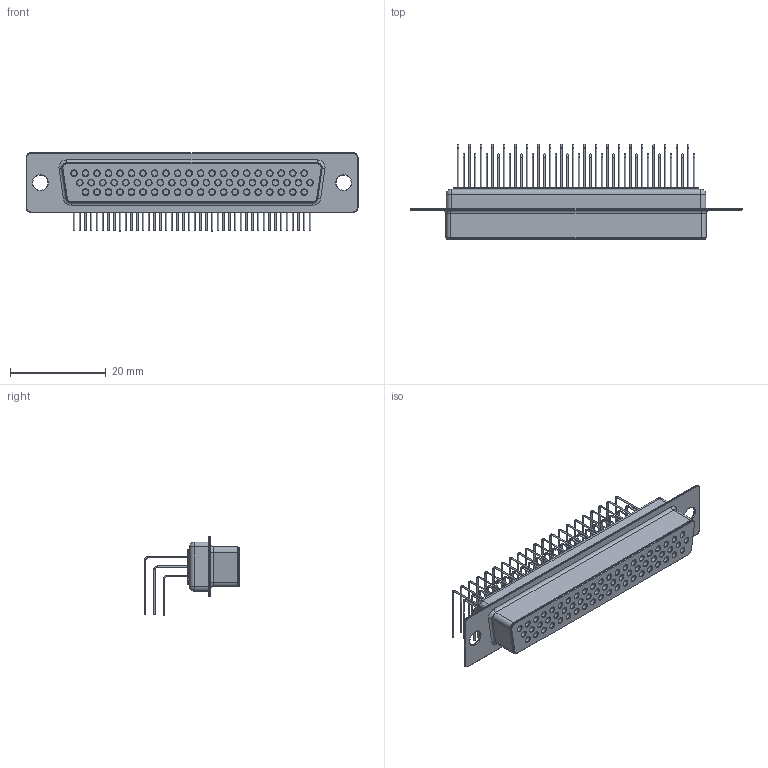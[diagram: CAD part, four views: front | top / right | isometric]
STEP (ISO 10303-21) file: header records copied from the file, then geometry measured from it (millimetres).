
FILE_DESCRIPTION(/* description */ ('model of DSUB-62-HD_Female_Horizontal_P2.41x1.98mm_EdgePinOffset9.40mm'),/* implementation_level */ '2;1');
FILE_NAME(/* name */ 'DSUB-62-HD_Female_Horizontal_P2.41x1.98mm_EdgePinOffset9.40mm.step',/* time_stamp */ '2019-01-05T14:12:21',/* author */ ('kicad StepUp','ksu'),/* organization */ ('FreeCAD'),/* preprocessor_version */ 'OCC',/* originating_system */ 'kicad StepUp',/* authorisation */ '');
FILE_SCHEMA(('AUTOMOTIVE_DESIGN { 1 0 10303 214 1 1 1 1 }'));
Length unit declared in the file: millimetre
Products named in the file (1): DSUB_102_female
Bounding box: 69.5 x 19.91 x 16.4 mm (x, y, z)
Volume: 5185 mm3; surface area: 6101.4 mm2
Topology: 1 solids, 2 shells, 665 faces, 1296 edges, 760 vertices
Faces by surface type: cylinder 286, plane 165, torus 78, cone 70, revolution 62, sphere 4
Full cylindrical faces by diameter (mm): 0.3 x186, 1.2 x62, 3.2 x2
Entity records: 22354 total; most frequent: DIRECTION 3410, CARTESIAN_POINT 3152, ORIENTED_EDGE 2584, AXIS2_PLACEMENT_3D 1452, EDGE_CURVE 1292, FACE_BOUND 920, EDGE_LOOP 920, CIRCLE 848
